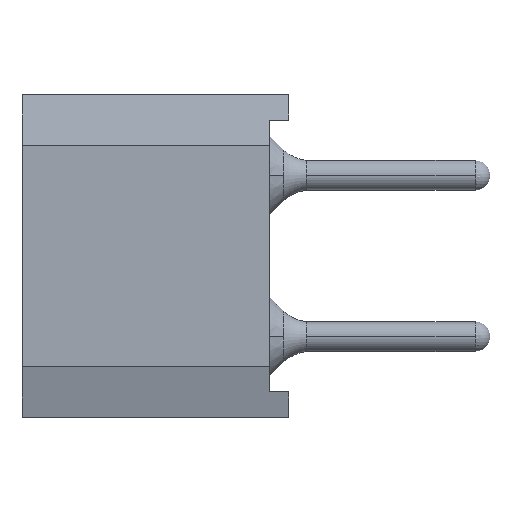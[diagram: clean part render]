
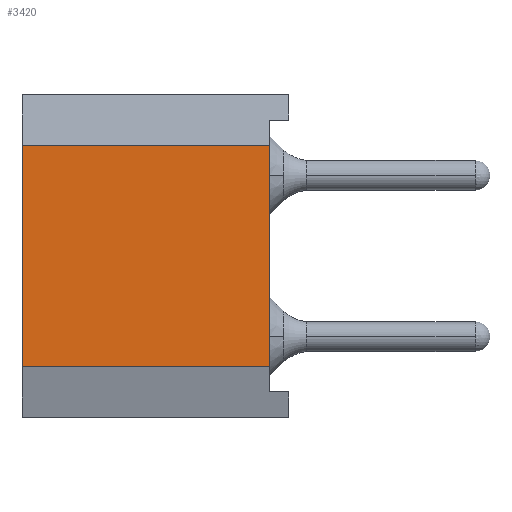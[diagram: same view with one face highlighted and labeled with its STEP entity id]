
A CAD part, left-side view. The second image highlights one B-rep face of the part: STEP entity #3420.
In plain terms, the highlighted planar face has unit normal (-1, 0, 0).
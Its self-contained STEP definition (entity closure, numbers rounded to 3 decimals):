
#2738=VERTEX_POINT('',#6683);
#3420=ADVANCED_FACE('',(#7452),#7453,.T.);
#4048=EDGE_CURVE('',#4832,#5292,#8150,.T.);
#4078=EDGE_CURVE('',#2738,#5432,#8185,.T.);
#4436=EDGE_CURVE('',#2738,#4832,#8587,.T.);
#4832=VERTEX_POINT('',#9023);
#5192=EDGE_CURVE('',#5292,#5432,#9422,.T.);
#5292=VERTEX_POINT('',#9538);
#5432=VERTEX_POINT('',#9703);
#6683=CARTESIAN_POINT('',(-6.35,0.3,-1.74));
#7452=FACE_OUTER_BOUND('',#12279,.T.);
#7453=PLANE('',#12280);
#8150=LINE('',#13217,#13218);
#8185=LINE('',#13262,#13263);
#8587=LINE('',#13803,#13804);
#9023=CARTESIAN_POINT('',(-6.35,0.3,1.74));
#9422=LINE('',#14933,#14934);
#9538=CARTESIAN_POINT('',(-6.35,4.2,1.74));
#9703=CARTESIAN_POINT('',(-6.35,4.2,-1.74));
#12279=EDGE_LOOP('',(#17924,#17925,#17926,#17927));
#12280=AXIS2_PLACEMENT_3D('',#17928,#17929,#17930);
#13217=CARTESIAN_POINT('',(-6.35,0.,1.74));
#13218=VECTOR('',#18776,1.0);
#13262=CARTESIAN_POINT('',(-6.35,0.,-1.74));
#13263=VECTOR('',#18827,1.0);
#13803=CARTESIAN_POINT('',(-6.35,0.3,0.87));
#13804=VECTOR('',#19331,1.0);
#14933=CARTESIAN_POINT('',(-6.35,4.2,1.74));
#14934=VECTOR('',#20286,1.0);
#17924=ORIENTED_EDGE('',*,*,#4436,.T.);
#17925=ORIENTED_EDGE('',*,*,#4048,.T.);
#17926=ORIENTED_EDGE('',*,*,#5192,.T.);
#17927=ORIENTED_EDGE('',*,*,#4078,.F.);
#17928=CARTESIAN_POINT('',(-6.35,0.,1.74));
#17929=DIRECTION('',(-1.0,0.0,0.0));
#17930=DIRECTION('',(0.0,0.0,1.0));
#18776=DIRECTION('',(0.0,1.0,0.));
#18827=DIRECTION('',(0.0,1.0,0.));
#19331=DIRECTION('',(0.0,0.0,1.0));
#20286=DIRECTION('',(0.0,0.,-1.0));
